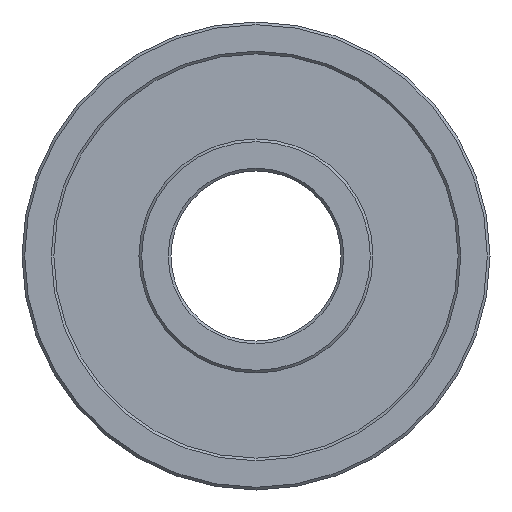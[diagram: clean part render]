
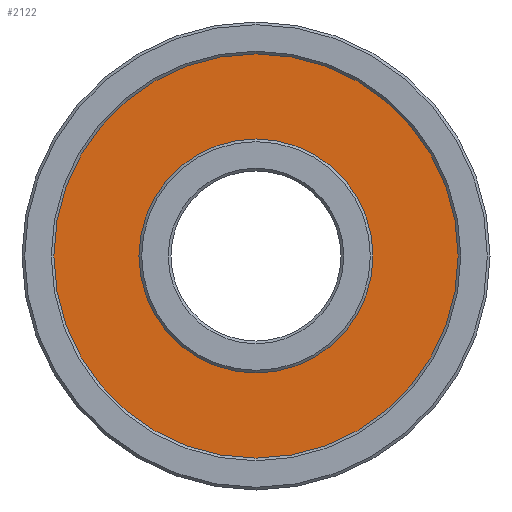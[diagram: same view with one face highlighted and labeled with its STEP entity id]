
A CAD part, left-side view. The second image highlights one B-rep face of the part: STEP entity #2122.
In plain terms, the highlighted planar face has unit normal (-1, 0, 0).
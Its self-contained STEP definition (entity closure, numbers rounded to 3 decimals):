
#96=FACE_BOUND('',#392,.T.);
#233=CIRCLE('',#2269,9.5);
#234=CIRCLE('',#2271,5.5);
#260=FACE_OUTER_BOUND('',#391,.T.);
#391=EDGE_LOOP('',(#1453));
#392=EDGE_LOOP('',(#1454));
#921=VERTEX_POINT('',#3483);
#922=VERTEX_POINT('',#3487);
#1129=EDGE_CURVE('',#921,#921,#233,.T.);
#1131=EDGE_CURVE('',#922,#922,#234,.T.);
#1453=ORIENTED_EDGE('',*,*,#1129,.T.);
#1454=ORIENTED_EDGE('',*,*,#1131,.F.);
#1944=PLANE('',#2270);
#2122=ADVANCED_FACE('',(#260,#96),#1944,.F.);
#2269=AXIS2_PLACEMENT_3D('',#3484,#2434,#2435);
#2270=AXIS2_PLACEMENT_3D('',#3486,#2437,#2438);
#2271=AXIS2_PLACEMENT_3D('',#3488,#2439,#2440);
#2434=DIRECTION('center_axis',(-1.,0.,0.));
#2435=DIRECTION('ref_axis',(0.,0.,1.));
#2437=DIRECTION('center_axis',(1.,0.,0.));
#2438=DIRECTION('ref_axis',(0.,0.,-1.));
#2439=DIRECTION('center_axis',(-1.,0.,0.));
#2440=DIRECTION('ref_axis',(0.,0.,1.));
#3483=CARTESIAN_POINT('',(-3.25,0.,-9.5));
#3484=CARTESIAN_POINT('Origin',(-3.25,0.,0.));
#3486=CARTESIAN_POINT('Origin',(-3.25,9.5,0.));
#3487=CARTESIAN_POINT('',(-3.25,0.,-5.5));
#3488=CARTESIAN_POINT('Origin',(-3.25,0.,0.));
